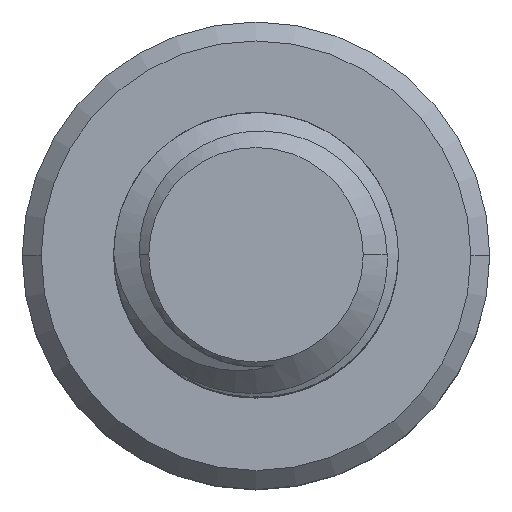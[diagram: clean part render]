
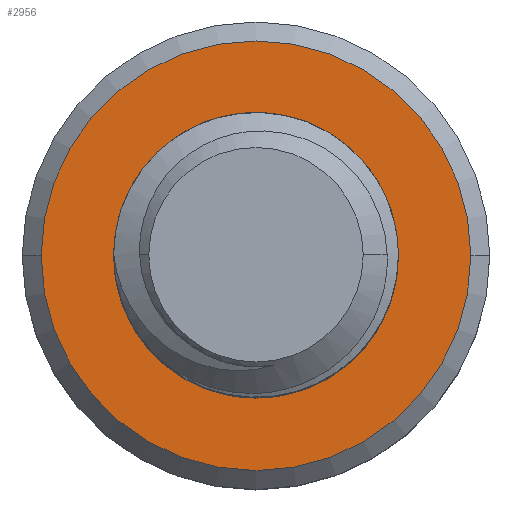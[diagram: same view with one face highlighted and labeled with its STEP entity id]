
A CAD part, top view. The second image highlights one B-rep face of the part: STEP entity #2956.
In plain terms, the highlighted planar face has unit normal (0, 0, 1).
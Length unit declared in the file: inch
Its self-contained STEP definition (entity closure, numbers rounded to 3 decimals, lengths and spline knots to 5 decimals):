
#1 = CARTESIAN_POINT ( 'NONE',  ( 0., 0., -0.0925 ) ) ;
#55 = VERTEX_POINT ( 'NONE', #583 ) ;
#81 = DIRECTION ( 'NONE',  ( 1., 0., 0. ) ) ;
#83 = CARTESIAN_POINT ( 'NONE',  ( 0., 0., -0.0925 ) ) ;
#137 = AXIS2_PLACEMENT_3D ( 'NONE', #1496, #3603, #3279 ) ;
#163 = AXIS2_PLACEMENT_3D ( 'NONE', #371, #838, #777 ) ;
#188 = AXIS2_PLACEMENT_3D ( 'NONE', #3252, #1166, #2041 ) ;
#288 = EDGE_CURVE ( 'NONE', #582, #3381, #2506, .T. ) ;
#371 = CARTESIAN_POINT ( 'NONE',  ( 0., 0., -0.0925 ) ) ;
#408 = CARTESIAN_POINT ( 'NONE',  ( -0.095, 0., -0.0925 ) ) ;
#508 = AXIS2_PLACEMENT_3D ( 'NONE', #1, #2851, #81 ) ;
#554 = EDGE_CURVE ( 'NONE', #55, #1859, #750, .T. ) ;
#582 = VERTEX_POINT ( 'NONE', #408 ) ;
#583 = CARTESIAN_POINT ( 'NONE',  ( 0.14333, 0., -0.0925 ) ) ;
#750 = CIRCLE ( 'NONE', #1925, 0.14333 ) ;
#768 = DIRECTION ( 'NONE',  ( 0., 0., 1. ) ) ;
#777 = DIRECTION ( 'NONE',  ( 1., 0., 0. ) ) ;
#794 = EDGE_CURVE ( 'NONE', #3381, #3617, #850, .T. ) ;
#838 = DIRECTION ( 'NONE',  ( 0., 0., 1. ) ) ;
#850 = CIRCLE ( 'NONE', #3549, 0.095 ) ;
#889 = FACE_OUTER_BOUND ( 'NONE', #3508, .T. ) ;
#1166 = DIRECTION ( 'NONE',  ( 0., 0., 1. ) ) ;
#1379 = EDGE_LOOP ( 'NONE', ( #3003, #3415, #2792, #1561 ) ) ;
#1476 = EDGE_CURVE ( 'NONE', #2105, #582, #2894, .T. ) ;
#1489 = ORIENTED_EDGE ( 'NONE', *, *, #554, .T. ) ;
#1496 = CARTESIAN_POINT ( 'NONE',  ( 0., 0., -0.0925 ) ) ;
#1529 = ORIENTED_EDGE ( 'NONE', *, *, #1946, .T. ) ;
#1561 = ORIENTED_EDGE ( 'NONE', *, *, #288, .F. ) ;
#1859 = VERTEX_POINT ( 'NONE', #3240 ) ;
#1925 = AXIS2_PLACEMENT_3D ( 'NONE', #83, #768, #2229 ) ;
#1946 = EDGE_CURVE ( 'NONE', #1859, #55, #2841, .T. ) ;
#2041 = DIRECTION ( 'NONE',  ( 1., 0., 0. ) ) ;
#2074 = DIRECTION ( 'NONE',  ( 0., 0., 1. ) ) ;
#2105 = VERTEX_POINT ( 'NONE', #3012 ) ;
#2229 = DIRECTION ( 'NONE',  ( 1., 0., 0. ) ) ;
#2371 = AXIS2_PLACEMENT_3D ( 'NONE', #3577, #2074, #2687 ) ;
#2506 = CIRCLE ( 'NONE', #163, 0.095 ) ;
#2674 = DIRECTION ( 'NONE',  ( 1., 0., 0. ) ) ;
#2687 = DIRECTION ( 'NONE',  ( 1., 0., 0. ) ) ;
#2702 = DIRECTION ( 'NONE',  ( 0., 0., 1. ) ) ;
#2792 = ORIENTED_EDGE ( 'NONE', *, *, #794, .F. ) ;
#2841 = CIRCLE ( 'NONE', #2371, 0.14333 ) ;
#2851 = DIRECTION ( 'NONE',  ( 0., 0., 1. ) ) ;
#2894 = CIRCLE ( 'NONE', #137, 0.095 ) ;
#2956 = ADVANCED_FACE ( 'NONE', ( #889, #3058 ), #3563, .T. ) ;
#3003 = ORIENTED_EDGE ( 'NONE', *, *, #1476, .F. ) ;
#3012 = CARTESIAN_POINT ( 'NONE',  ( -0.06718, 0.06718, -0.0925 ) ) ;
#3058 = FACE_BOUND ( 'NONE', #1379, .T. ) ;
#3102 = CIRCLE ( 'NONE', #508, 0.095 ) ;
#3190 = EDGE_CURVE ( 'NONE', #3617, #2105, #3102, .T. ) ;
#3240 = CARTESIAN_POINT ( 'NONE',  ( -0.14333, 0., -0.0925 ) ) ;
#3252 = CARTESIAN_POINT ( 'NONE',  ( 0., 0., -0.0925 ) ) ;
#3279 = DIRECTION ( 'NONE',  ( 1., 0., 0. ) ) ;
#3381 = VERTEX_POINT ( 'NONE', #3467 ) ;
#3387 = CARTESIAN_POINT ( 'NONE',  ( 0., 0.095, -0.0925 ) ) ;
#3415 = ORIENTED_EDGE ( 'NONE', *, *, #3190, .F. ) ;
#3467 = CARTESIAN_POINT ( 'NONE',  ( 0.095, 0., -0.0925 ) ) ;
#3508 = EDGE_LOOP ( 'NONE', ( #1529, #1489 ) ) ;
#3549 = AXIS2_PLACEMENT_3D ( 'NONE', #3878, #2702, #2674 ) ;
#3563 = PLANE ( 'NONE',  #188 ) ;
#3577 = CARTESIAN_POINT ( 'NONE',  ( 0., 0., -0.0925 ) ) ;
#3603 = DIRECTION ( 'NONE',  ( 0., 0., 1. ) ) ;
#3617 = VERTEX_POINT ( 'NONE', #3387 ) ;
#3878 = CARTESIAN_POINT ( 'NONE',  ( 0., 0., -0.0925 ) ) ;
